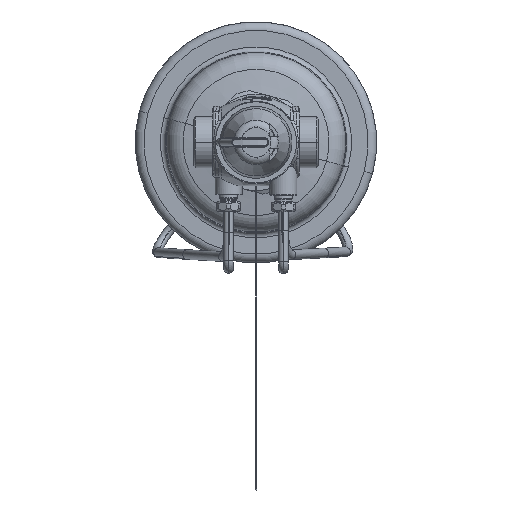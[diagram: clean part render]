
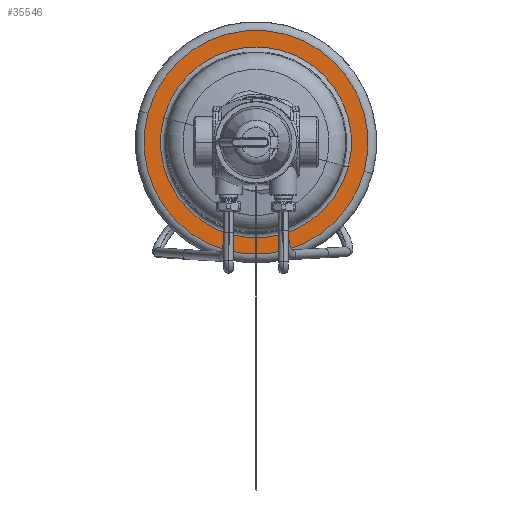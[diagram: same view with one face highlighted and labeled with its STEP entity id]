
A CAD part, front view. The second image highlights one B-rep face of the part: STEP entity #35546.
In plain terms, the highlighted face is planar.
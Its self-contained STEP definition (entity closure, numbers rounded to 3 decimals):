
#30729=CARTESIAN_POINT('',(23.5,0.,0.));
#30730=DIRECTION('',(1.,0.,0.));
#30731=DIRECTION('',(0.,1.,0.));
#30732=AXIS2_PLACEMENT_3D('',#30729,#30730,#30731);
#30734=CARTESIAN_POINT('',(23.5,0.,0.));
#30735=DIRECTION('',(-1.,0.,0.));
#30736=DIRECTION('',(0.,1.,0.));
#30737=AXIS2_PLACEMENT_3D('',#30734,#30735,#30736);
#30749=CARTESIAN_POINT('',(23.5,0.,0.));
#30750=DIRECTION('',(-1.,0.,0.));
#30751=DIRECTION('',(0.,1.,0.));
#30752=AXIS2_PLACEMENT_3D('',#30749,#30750,#30751);
#30754=CARTESIAN_POINT('',(23.5,0.,0.));
#30755=DIRECTION('',(1.,0.,0.));
#30756=DIRECTION('',(0.,1.,0.));
#30757=AXIS2_PLACEMENT_3D('',#30754,#30755,#30756);
#34010=CARTESIAN_POINT('',(23.5,58.,0.));
#34012=VERTEX_POINT('',#34010);
#34013=CARTESIAN_POINT('',(23.5,49.431,0.));
#34015=VERTEX_POINT('',#34013);
#34042=CARTESIAN_POINT('',(23.5,-58.,0.));
#34044=VERTEX_POINT('',#34042);
#34045=CARTESIAN_POINT('',(23.5,-49.431,0.));
#34047=VERTEX_POINT('',#34045);
#35531=CARTESIAN_POINT('',(23.5,0.,0.));
#35532=DIRECTION('',(1.,0.,0.));
#35533=DIRECTION('',(0.,-1.,0.));
#35534=AXIS2_PLACEMENT_3D('',#35531,#35532,#35533);
#35535=PLANE('',#35534);
#35536=ORIENTED_EDGE('',*,*,#35513,.T.);
#35537=ORIENTED_EDGE('',*,*,#35524,.F.);
#35538=EDGE_LOOP('',(#35536,#35537));
#35539=FACE_OUTER_BOUND('',#35538,.F.);
#35541=ORIENTED_EDGE('',*,*,#35540,.T.);
#35543=ORIENTED_EDGE('',*,*,#35542,.F.);
#35544=EDGE_LOOP('',(#35541,#35543));
#35545=FACE_BOUND('',#35544,.F.);
#35546=ADVANCED_FACE('',(#35539,#35545),#35535,.F.);
#30733=CIRCLE('',#30732,58.);
#30738=CIRCLE('',#30737,58.);
#30753=CIRCLE('',#30752,49.431);
#30758=CIRCLE('',#30757,49.431);
#35513=EDGE_CURVE('',#34012,#34044,#30733,.T.);
#35524=EDGE_CURVE('',#34012,#34044,#30738,.T.);
#35540=EDGE_CURVE('',#34015,#34047,#30753,.T.);
#35542=EDGE_CURVE('',#34015,#34047,#30758,.T.);
